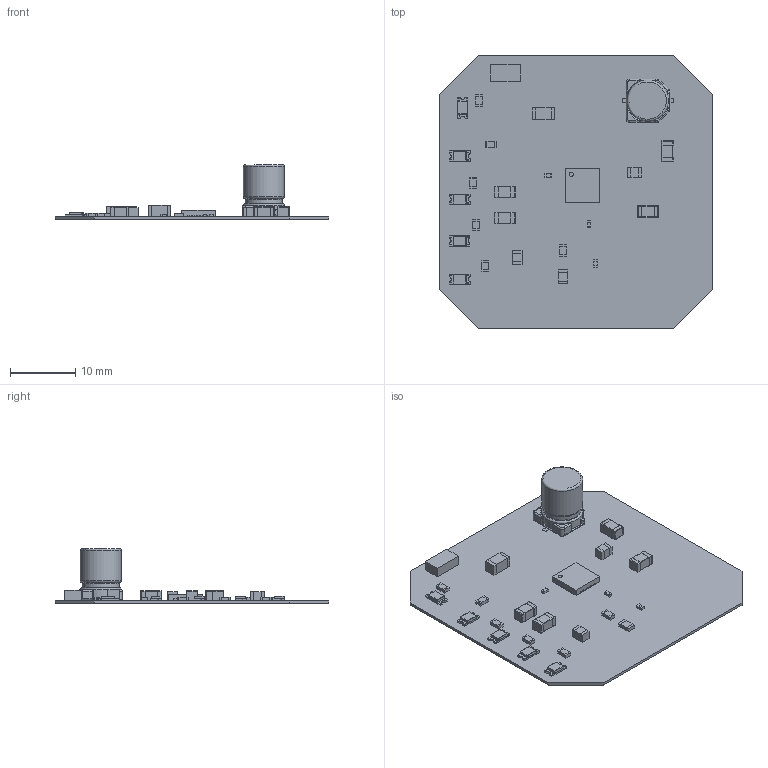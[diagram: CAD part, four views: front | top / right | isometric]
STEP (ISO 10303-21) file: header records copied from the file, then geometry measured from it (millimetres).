
FILE_DESCRIPTION(('Open CASCADE Model'),'2;1');
FILE_NAME('Open CASCADE Shape Model','2022-02-08T17:38:54',('Author'),( 'Open CASCADE'),'Open CASCADE STEP processor 6.8','Open CASCADE 6.8' ,'Unknown');
FILE_SCHEMA(('AUTOMOTIVE_DESIGN { 1 0 10303 214 1 1 1 1 }'));
Length unit declared in the file: millimetre
Products named in the file (79): PCB; Board; Open CASCADE STEP translator 6.8 1.1.1; U2; 1936669632; Extruded; R12; 1936664592; 1936667192; R11; R10; R9; 1936660632; 1936664752; R7; D5; WL-SMCW_1206_LED; housing; marking; cover; base; D4; D3; D2; D1; R3; 1936665392; 1936667832; U1; 1670967536; Open_CASCADE_STEP_translator_6.8_2.1; Body; Open_CASCADE_STEP_translator_6.8_2.2.1; Pin_Shape; Open_CASCADE_STEP_translator_6.8_2.3.1; R8; R6; 1936667512; 1936660712; R5 ...
Assembly tree (135 placements, depth 5):
  PCB
    Board
      Open CASCADE STEP translator 6.8 1.1.1
    U2
      1936669632
        Extruded
    R12
      1936664592
        Extruded
      1936667192  x2
        Extruded
    R11
      1936664592
        Extruded
      1936667192  x2
        Extruded
    R10
      1936664592
        Extruded
      1936667192  x2
        Extruded
    R9
      1936660632
        Extruded
      1936664752  x2
        Extruded
    R7
      1936664592
        Extruded
      1936667192  x2
        Extruded
    D5
      WL-SMCW_1206_LED
        housing
        marking  x2
        cover
        base  x2
    D4
      WL-SMCW_1206_LED
        housing
        marking  x2
        cover
        base  x2
    D3
      WL-SMCW_1206_LED
        housing
        marking  x2
        cover
        base  x2
    D2
      WL-SMCW_1206_LED
        housing
        marking  x2
        cover
        base  x2
    D1
      WL-SMCW_1206_LED
        housing
        marking  x2
        cover
Bounding box: 42 x 42 x 8.41 mm (x, y, z)
Volume: 1070.1 mm3; surface area: 4291.6 mm2
Topology: 113 solids, 114 shells, 1378 faces, 3040 edges, 1831 vertices
Faces by surface type: plane 1126, cylinder 179, sphere 64, torus 9
Full cylindrical faces by diameter (mm): 0.644 x1, 5.7 x1, 6.3 x2
Entity records: 13502 total; most frequent: CARTESIAN_POINT 2025, DIRECTION 1976, ORIENTED_EDGE 1619, EDGE_CURVE 810, AXIS2_PLACEMENT_3D 672, LINE 632, VECTOR 632, VERTEX_POINT 499
